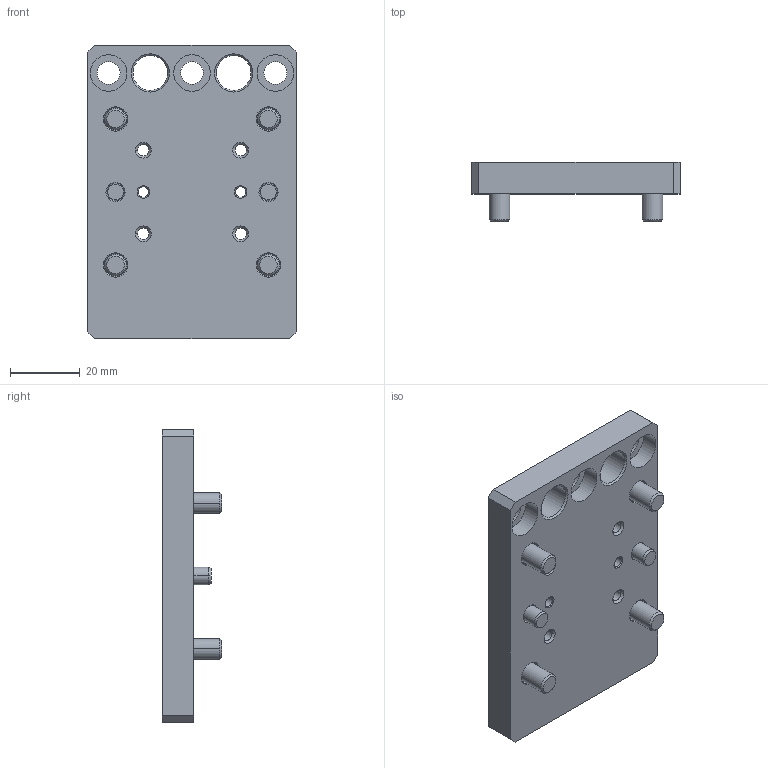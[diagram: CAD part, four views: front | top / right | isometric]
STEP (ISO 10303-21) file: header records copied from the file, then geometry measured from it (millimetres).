
FILE_DESCRIPTION((''),'2;1');
FILE_NAME('EA-LEF-X32','2018-05-08T',('Kaiser.Marius'),(''),'CREO PARAMETRIC BY PTC INC, 2016050','CREO PARAMETRIC BY PTC INC, 2016050','');
FILE_SCHEMA(('CONFIG_CONTROL_DESIGN'));
Length unit declared in the file: millimetre
Products named in the file (1): EA-LEF-X32
Bounding box: 60 x 17 x 84.5 mm (x, y, z)
Volume: 42160.9 mm3; surface area: 16612.1 mm2
Topology: 1 solids, 1 shells, 281 faces, 604 edges, 340 vertices
Faces by surface type: cone 104, plane 77, cylinder 76, torus 24
Entity records: 8668 total; most frequent: CARTESIAN_POINT 1525, DIRECTION 1382, ORIENTED_EDGE 1192, EDGE_CURVE 596, AXIS2_PLACEMENT_3D 565, VERTEX_POINT 340, EDGE_LOOP 326, CIRCLE 284
